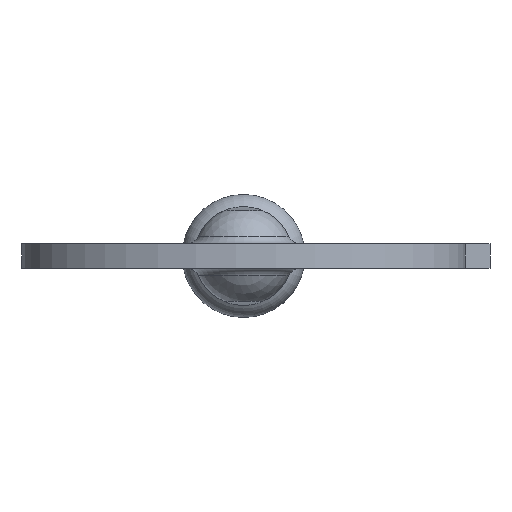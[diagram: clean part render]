
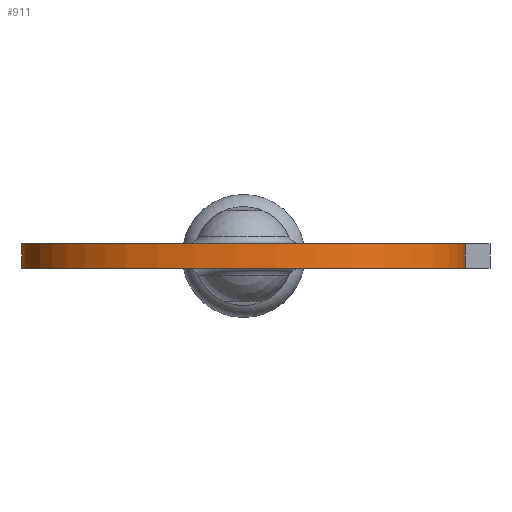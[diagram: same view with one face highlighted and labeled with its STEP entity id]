
A CAD part, left-side view. The second image highlights one B-rep face of the part: STEP entity #911.
In plain terms, the highlighted face is a extrusion surface.
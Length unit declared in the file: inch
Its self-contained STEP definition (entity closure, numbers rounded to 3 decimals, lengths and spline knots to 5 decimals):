
#629=VERTEX_POINT('',#630);
#630=CARTESIAN_POINT('',(3.87629,0.46559,-0.1467));
#636=EDGE_CURVE('',#637,#629,#639,.T.);
#637=VERTEX_POINT('',#638);
#638=CARTESIAN_POINT('',(3.87629,0.46559,0.2597));
#639=B_SPLINE_CURVE_WITH_KNOTS('',3,(#640,#641,#642,#643,#644,#645,#646,
#647,#648,#649,#650,#651,#652,#653,#654,#655,#656,#657,#658,#659,#660,#661,
#662,#663,#664,#665,#666,#667,#668,#669,#670,#671,#672,#673),.UNSPECIFIED.,
.T.,.F.,(2,2,2,2,2,2,2,2,2,2,2,2,2,2,2,2,2,2,2),(-0.0625,0.,0.0625,
0.125,0.1875,0.25,0.3125,0.375,0.4375,0.5,0.5625,0.625,0.6875,0.75,0.8125,
0.875,0.9375,1.,1.0625),.UNIFORM_KNOTS.);
#640=CARTESIAN_POINT('',(3.88017,0.43875,0.32119));
#641=CARTESIAN_POINT('',(3.87242,0.49243,0.19822));
#642=CARTESIAN_POINT('',(3.87007,0.50674,0.13193));
#643=CARTESIAN_POINT('',(3.8697,0.5091,-0.00086));
#644=CARTESIAN_POINT('',(3.87173,0.49673,-0.06884));
#645=CARTESIAN_POINT('',(3.87888,0.44801,-0.19197));
#646=CARTESIAN_POINT('',(3.88402,0.4111,-0.24915));
#647=CARTESIAN_POINT('',(3.89434,0.31926,-0.34412));
#648=CARTESIAN_POINT('',(3.89956,0.26341,-0.38289));
#649=CARTESIAN_POINT('',(3.90707,0.14188,-0.43576));
#650=CARTESIAN_POINT('',(3.90938,0.07563,-0.45025));
#651=CARTESIAN_POINT('',(3.90974,-0.05779,-0.45259));
#652=CARTESIAN_POINT('',(3.90782,-0.12409,-0.44064));
#653=CARTESIAN_POINT('',(3.90074,-0.24873,-0.39148));
#654=CARTESIAN_POINT('',(3.89571,-0.30522,-0.35497));
#655=CARTESIAN_POINT('',(3.88535,-0.40069,-0.26274));
#656=CARTESIAN_POINT('',(3.88009,-0.43933,-0.20701));
#657=CARTESIAN_POINT('',(3.87245,-0.49218,-0.08564));
#658=CARTESIAN_POINT('',(3.87008,-0.50671,-0.01896));
#659=CARTESIAN_POINT('',(3.8697,-0.50912,0.11349));
#660=CARTESIAN_POINT('',(3.87168,-0.49705,0.18061));
#661=CARTESIAN_POINT('',(3.87881,-0.44853,0.30406));
#662=CARTESIAN_POINT('',(3.8839,-0.41206,0.36097));
#663=CARTESIAN_POINT('',(3.89431,-0.31967,0.45689));
#664=CARTESIAN_POINT('',(3.89948,-0.26462,0.49528));
#665=CARTESIAN_POINT('',(3.90708,-0.14193,0.54885));
#666=CARTESIAN_POINT('',(3.90936,-0.07606,0.56317));
#667=CARTESIAN_POINT('',(3.90975,0.05707,0.56566));
#668=CARTESIAN_POINT('',(3.90781,0.12399,0.55357));
#669=CARTESIAN_POINT('',(3.90084,0.24728,0.50517));
#670=CARTESIAN_POINT('',(3.89577,0.30457,0.46841));
#671=CARTESIAN_POINT('',(3.88546,0.39979,0.37681));
#672=CARTESIAN_POINT('',(3.88017,0.43875,0.32119));
#673=CARTESIAN_POINT('',(3.87242,0.49243,0.19822));
#709=VERTEX_POINT('',#710);
#710=CARTESIAN_POINT('',(3.87629,-0.46559,0.2597));
#716=EDGE_CURVE('',#717,#709,#719,.T.);
#717=VERTEX_POINT('',#718);
#718=CARTESIAN_POINT('',(3.87629,-0.46559,-0.1467));
#719=B_SPLINE_CURVE_WITH_KNOTS('',3,(#720,#721,#722,#723,#724,#725,#726,
#727,#728,#729,#730,#731,#732,#733,#734,#735,#736,#737,#738,#739,#740,#741,
#742,#743,#744,#745,#746,#747,#748,#749),.UNSPECIFIED.,.T.,.F.,(2,2,2,2,
2,2,2,2,2,2,2,2,2,2,2,2,2),(-0.125,0.,0.0625,0.125,0.25,0.3125,0.375,0.4375,
0.5,0.5625,0.625,0.6875,0.75,0.8125,0.875,1.,1.0625),.UNIFORM_KNOTS.);
#720=CARTESIAN_POINT('',(3.87752,-0.4583,-0.20051));
#721=CARTESIAN_POINT('',(3.86982,-0.50865,-0.00549));
#722=CARTESIAN_POINT('',(3.86919,-0.51237,0.06147));
#723=CARTESIAN_POINT('',(3.87214,-0.49359,0.19403));
#724=CARTESIAN_POINT('',(3.87571,-0.47088,0.2585));
#725=CARTESIAN_POINT('',(3.88955,-0.36853,0.43081));
#726=CARTESIAN_POINT('',(3.90224,-0.25471,0.51578));
#727=CARTESIAN_POINT('',(3.90964,-0.06109,0.5652));
#728=CARTESIAN_POINT('',(3.91022,0.00673,0.56877));
#729=CARTESIAN_POINT('',(3.90733,0.13804,0.54987));
#730=CARTESIAN_POINT('',(3.90384,0.20229,0.52716));
#731=CARTESIAN_POINT('',(3.89483,0.316,0.45971));
#732=CARTESIAN_POINT('',(3.88927,0.36661,0.41433));
#733=CARTESIAN_POINT('',(3.87931,0.44604,0.30848));
#734=CARTESIAN_POINT('',(3.8749,0.47543,0.24746));
#735=CARTESIAN_POINT('',(3.86983,0.50859,0.11842));
#736=CARTESIAN_POINT('',(3.86919,0.51239,0.05124));
#737=CARTESIAN_POINT('',(3.87216,0.49342,-0.08173));
#738=CARTESIAN_POINT('',(3.87569,0.47099,-0.14513));
#739=CARTESIAN_POINT('',(3.88486,0.40326,-0.25951));
#740=CARTESIAN_POINT('',(3.89042,0.35801,-0.30992));
#741=CARTESIAN_POINT('',(3.90031,0.25227,-0.38937));
#742=CARTESIAN_POINT('',(3.90465,0.19088,-0.4189));
#743=CARTESIAN_POINT('',(3.9096,0.06272,-0.45193));
#744=CARTESIAN_POINT('',(3.91022,-0.00541,-0.45578));
#745=CARTESIAN_POINT('',(3.90738,-0.1368,-0.43721));
#746=CARTESIAN_POINT('',(3.90394,-0.2008,-0.41485));
#747=CARTESIAN_POINT('',(3.89036,-0.37282,-0.31336));
#748=CARTESIAN_POINT('',(3.87752,-0.4583,-0.20051));
#749=CARTESIAN_POINT('',(3.86982,-0.50865,-0.00549));
#911=ADVANCED_FACE('',(#920),#919,.F.);
#912=ELLIPSE('',#913,2.286,1.5875);
#913=AXIS2_PLACEMENT_3D('',#914,#915,#916);
#914=CARTESIAN_POINT('',(2.32207,0.,0.1835));
#915=DIRECTION('',(0.,0.,1.));
#916=DIRECTION('',(0.,1.,0.));
#917=VECTOR('',#918,1.);
#918=DIRECTION('',(0.,0.,-1.));
#919=SURFACE_OF_LINEAR_EXTRUSION('',#912,#917);
#920=FACE_BOUND('',#921,.T.);
#921=EDGE_LOOP('',(#922,#933,#942,#943,#952,#961,#970,#971));
#922=ORIENTED_EDGE('',*,*,#923,.F.);
#923=EDGE_CURVE('',#924,#926,#928,.T.);
#924=VERTEX_POINT('',#925);
#925=CARTESIAN_POINT('',(3.85726,0.58199,0.1835));
#926=VERTEX_POINT('',#927);
#927=CARTESIAN_POINT('',(3.85726,-0.58199,0.1835));
#928=ELLIPSE('',#929,2.286,1.5875);
#929=AXIS2_PLACEMENT_3D('',#930,#931,#932);
#930=CARTESIAN_POINT('',(2.32207,0.,0.1835));
#931=DIRECTION('',(0.,0.,1.));
#932=DIRECTION('',(0.,1.,0.));
#933=ORIENTED_EDGE('',*,*,#934,.T.);
#934=EDGE_CURVE('',#924,#637,#935,.T.);
#935=B_SPLINE_CURVE_WITH_KNOTS('',3,(#936,#937,#938,#939,#940,#941),.UNSPECIFIED.,
.F.,.F.,(4,2,4),(0.,0.5,1.),.UNIFORM_KNOTS.);
#936=CARTESIAN_POINT('',(3.85726,0.58199,0.1835));
#937=CARTESIAN_POINT('',(3.86175,0.55742,0.1835));
#938=CARTESIAN_POINT('',(3.86584,0.53326,0.1907));
#939=CARTESIAN_POINT('',(3.87239,0.49227,0.21735));
#940=CARTESIAN_POINT('',(3.87485,0.47557,0.23685));
#941=CARTESIAN_POINT('',(3.87629,0.46559,0.2597));
#942=ORIENTED_EDGE('',*,*,#636,.T.);
#943=ORIENTED_EDGE('',*,*,#944,.T.);
#944=EDGE_CURVE('',#629,#945,#947,.T.);
#945=VERTEX_POINT('',#946);
#946=CARTESIAN_POINT('',(3.85726,0.58199,-0.0705));
#947=B_SPLINE_CURVE_WITH_KNOTS('',3,(#948,#949,#950,#951),.UNSPECIFIED.,
.F.,.F.,(4,4),(0.,1.),.UNIFORM_KNOTS.);
#948=CARTESIAN_POINT('',(3.87629,0.46559,-0.1467));
#949=CARTESIAN_POINT('',(3.87341,0.48554,-0.101));
#950=CARTESIAN_POINT('',(3.86624,0.53287,-0.0705));
#951=CARTESIAN_POINT('',(3.85726,0.58199,-0.0705));
#952=ORIENTED_EDGE('',*,*,#953,.T.);
#953=EDGE_CURVE('',#945,#954,#956,.T.);
#954=VERTEX_POINT('',#955);
#955=CARTESIAN_POINT('',(3.85726,-0.58199,-0.0705));
#956=ELLIPSE('',#957,2.286,1.5875);
#957=AXIS2_PLACEMENT_3D('',#958,#959,#960);
#958=CARTESIAN_POINT('',(2.32207,0.,-0.0705));
#959=DIRECTION('',(0.,0.,1.));
#960=DIRECTION('',(0.,1.,0.));
#961=ORIENTED_EDGE('',*,*,#962,.T.);
#962=EDGE_CURVE('',#954,#717,#963,.T.);
#963=B_SPLINE_CURVE_WITH_KNOTS('',3,(#964,#965,#966,#967,#968,#969),.UNSPECIFIED.,
.F.,.F.,(4,2,4),(0.,0.5,1.),.UNIFORM_KNOTS.);
#964=CARTESIAN_POINT('',(3.85726,-0.58199,-0.0705));
#965=CARTESIAN_POINT('',(3.86175,-0.55742,-0.0705));
#966=CARTESIAN_POINT('',(3.86584,-0.53326,-0.07769));
#967=CARTESIAN_POINT('',(3.87239,-0.49227,-0.10434));
#968=CARTESIAN_POINT('',(3.87485,-0.47556,-0.12384));
#969=CARTESIAN_POINT('',(3.87629,-0.46559,-0.1467));
#970=ORIENTED_EDGE('',*,*,#716,.T.);
#971=ORIENTED_EDGE('',*,*,#972,.T.);
#972=EDGE_CURVE('',#709,#926,#973,.T.);
#973=B_SPLINE_CURVE_WITH_KNOTS('',3,(#974,#975,#976,#977),.UNSPECIFIED.,
.F.,.F.,(4,4),(0.,1.),.UNIFORM_KNOTS.);
#974=CARTESIAN_POINT('',(3.87629,-0.46559,0.2597));
#975=CARTESIAN_POINT('',(3.87341,-0.48553,0.214));
#976=CARTESIAN_POINT('',(3.86624,-0.53287,0.1835));
#977=CARTESIAN_POINT('',(3.85726,-0.58199,0.1835));
